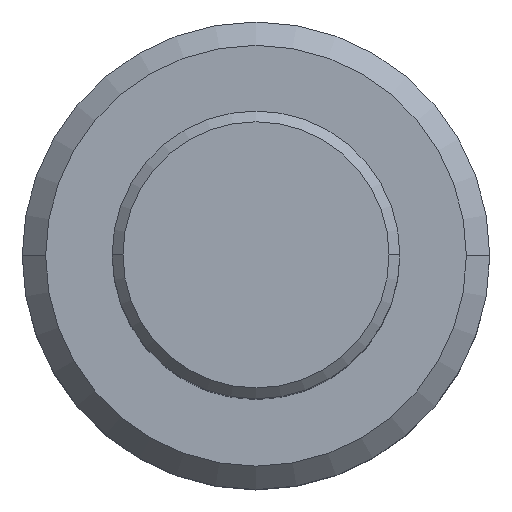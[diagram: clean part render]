
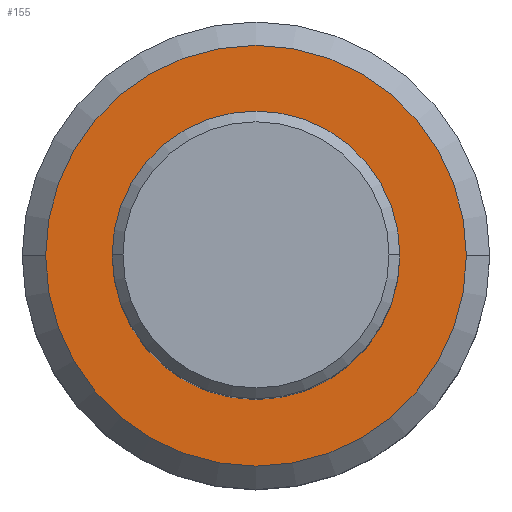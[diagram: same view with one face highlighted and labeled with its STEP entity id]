
A CAD part, top view. The second image highlights one B-rep face of the part: STEP entity #155.
In plain terms, the highlighted planar face has unit normal (0, 0, 1).
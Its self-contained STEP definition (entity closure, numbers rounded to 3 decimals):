
#23 = EDGE_LOOP ( 'NONE', ( #213, #133 ) ) ;
#46 = EDGE_CURVE ( 'NONE', #252, #768, #584, .T. ) ;
#50 = VERTEX_POINT ( 'NONE', #803 ) ;
#85 = AXIS2_PLACEMENT_3D ( 'NONE', #152, #88, #607 ) ;
#88 = DIRECTION ( 'NONE',  ( 0., 0., 1. ) ) ;
#89 = DIRECTION ( 'NONE',  ( -1., 0., 0. ) ) ;
#96 = ORIENTED_EDGE ( 'NONE', *, *, #769, .F. ) ;
#99 = AXIS2_PLACEMENT_3D ( 'NONE', #756, #820, #752 ) ;
#101 = VERTEX_POINT ( 'NONE', #461 ) ;
#133 = ORIENTED_EDGE ( 'NONE', *, *, #482, .T. ) ;
#152 = CARTESIAN_POINT ( 'NONE',  ( 0., 0., -14. ) ) ;
#155 = ADVANCED_FACE ( 'NONE', ( #507, #447 ), #251, .F. ) ;
#213 = ORIENTED_EDGE ( 'NONE', *, *, #46, .T. ) ;
#251 = PLANE ( 'NONE',  #99 ) ;
#252 = VERTEX_POINT ( 'NONE', #442 ) ;
#261 = EDGE_LOOP ( 'NONE', ( #439, #96 ) ) ;
#270 = CARTESIAN_POINT ( 'NONE',  ( 5.85, 0., -14. ) ) ;
#313 = AXIS2_PLACEMENT_3D ( 'NONE', #469, #791, #473 ) ;
#391 = AXIS2_PLACEMENT_3D ( 'NONE', #654, #524, #458 ) ;
#439 = ORIENTED_EDGE ( 'NONE', *, *, #826, .F. ) ;
#442 = CARTESIAN_POINT ( 'NONE',  ( -5.85, 0., -14. ) ) ;
#447 = FACE_OUTER_BOUND ( 'NONE', #23, .T. ) ;
#458 = DIRECTION ( 'NONE',  ( -1., 0., 0. ) ) ;
#460 = CIRCLE ( 'NONE', #85, 4. ) ;
#461 = CARTESIAN_POINT ( 'NONE',  ( 4., 0., -14. ) ) ;
#469 = CARTESIAN_POINT ( 'NONE',  ( 0., 0., -14. ) ) ;
#473 = DIRECTION ( 'NONE',  ( -1., 0., 0. ) ) ;
#482 = EDGE_CURVE ( 'NONE', #768, #252, #551, .T. ) ;
#507 = FACE_BOUND ( 'NONE', #261, .T. ) ;
#524 = DIRECTION ( 'NONE',  ( 0., 0., 1. ) ) ;
#551 = CIRCLE ( 'NONE', #730, 5.85 ) ;
#584 = CIRCLE ( 'NONE', #313, 5.85 ) ;
#607 = DIRECTION ( 'NONE',  ( -1., 0., 0. ) ) ;
#609 = DIRECTION ( 'NONE',  ( 0., 0., 1. ) ) ;
#654 = CARTESIAN_POINT ( 'NONE',  ( 0., 0., -14. ) ) ;
#730 = AXIS2_PLACEMENT_3D ( 'NONE', #814, #609, #89 ) ;
#752 = DIRECTION ( 'NONE',  ( 0., -1., 0. ) ) ;
#756 = CARTESIAN_POINT ( 'NONE',  ( 0., 0., -14. ) ) ;
#768 = VERTEX_POINT ( 'NONE', #270 ) ;
#769 = EDGE_CURVE ( 'NONE', #50, #101, #835, .T. ) ;
#791 = DIRECTION ( 'NONE',  ( 0., 0., 1. ) ) ;
#803 = CARTESIAN_POINT ( 'NONE',  ( -4., 0., -14. ) ) ;
#814 = CARTESIAN_POINT ( 'NONE',  ( 0., 0., -14. ) ) ;
#820 = DIRECTION ( 'NONE',  ( 0., 0., -1. ) ) ;
#826 = EDGE_CURVE ( 'NONE', #101, #50, #460, .T. ) ;
#835 = CIRCLE ( 'NONE', #391, 4. ) ;
